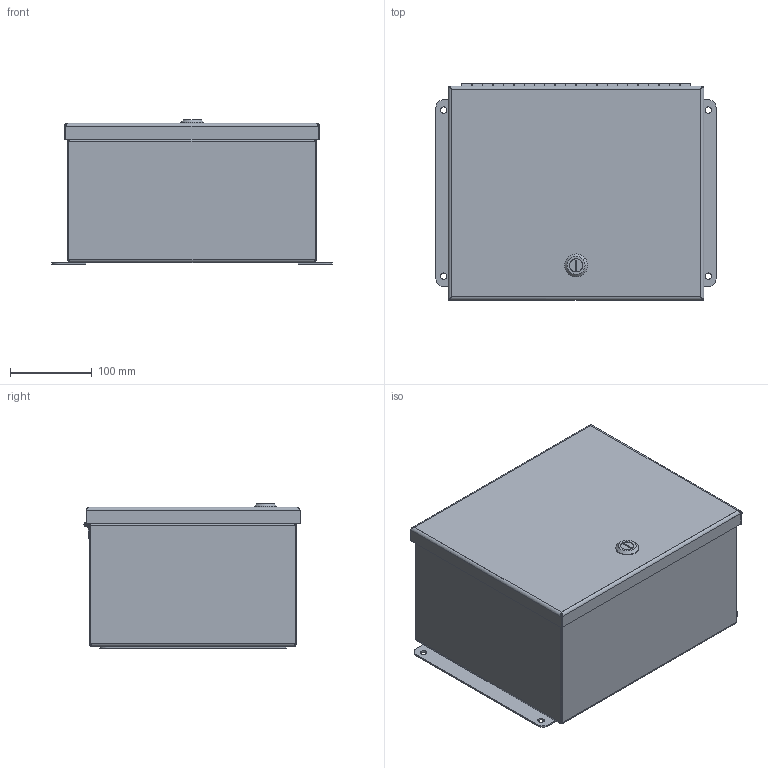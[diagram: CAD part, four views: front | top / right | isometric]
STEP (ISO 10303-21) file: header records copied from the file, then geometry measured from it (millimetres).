
FILE_DESCRIPTION(/* description */ ('NEMA 4X/IP66, JIC, 316 S.S., CH, 12X10X6'),/* implementation_level */ '2;1');
FILE_NAME(/* name */ 'BN4121006CHQTSSA.stp',/* time_stamp */ '2021-10-14T08:26:23-05:00',/* author */ ('samuelbadillo'),/* organization */ (''),/* preprocessor_version */ 'ST-DEVELOPER v18',/* originating_system */ 'Autodesk Inventor 2020',/* authorisation */ '');
FILE_SCHEMA (('AUTOMOTIVE_DESIGN { 1 0 10303 214 3 1 1 }'));
Length unit declared in the file: inch
Products named in the file (22): BN4121006CHQTSSA; BN41210CHQTSSALID; FOAM IN PLACE; 348130; H4050551; H4050551LH; H4050551P; H4050551TH; BN4121006CHQTSSABKP; 34973; HFW3883; HFW351142; 1000-5046_prt; 1000-u156_asm; 1000-102A-AA; 1000-02; 1000-23; 1000-u630_asm; 1000-318-PF; 1000-03-PG; 1000-24; 1000-277-01PI
Assembly tree (25 placements, depth 4):
  BN4121006CHQTSSA
    BN41210CHQTSSALID
    FOAM IN PLACE
    348130  x2
    H4050551
      H4050551LH
      H4050551P
      H4050551TH
    BN4121006CHQTSSABKP
    34973  x4
    HFW3883
    HFW351142
      1000-5046_prt
      1000-u156_asm
        1000-102A-AA
        1000-02
        1000-23
      1000-u630_asm
        1000-318-PF
        1000-03-PG
        1000-24
        1000-277-01PI
Bounding box: 342.9 x 264.46 x 176.41 mm (x, y, z)
Volume: 677486.4 mm3; surface area: 849611.6 mm2
Topology: 21 solids, 21 shells, 681 faces, 1682 edges, 1055 vertices
Faces by surface type: plane 370, cylinder 210, bspline 66, torus 21, cone 14
Full cylindrical faces by diameter (mm): 2.54 x1, 2.957 x22, 3.962 x4, 4.826 x1, 5 x1, 5.5 x1, 7.62 x4, 7.874 x4, 8 x1, 8.56 x1, 9.9 x1, 10 x1, 10.2 x1, 12.8 x1, 13.5 x1, 15.2 x1, 15.875 x4, 16 x1, 16.1 x1, 19.8 x1, 20.376 x2, 28 x1
Entity records: 22962 total; most frequent: CARTESIAN_POINT 6406, ORIENTED_EDGE 3176, DIRECTION 3169, EDGE_CURVE 1588, AXIS2_PLACEMENT_3D 1067, LINE 1035, VECTOR 1035, VERTEX_POINT 991
